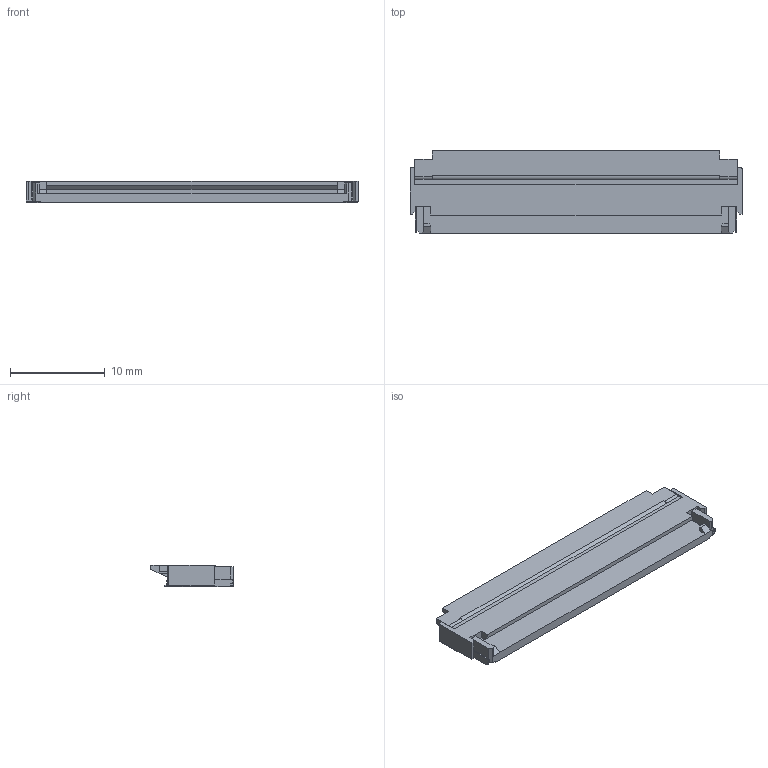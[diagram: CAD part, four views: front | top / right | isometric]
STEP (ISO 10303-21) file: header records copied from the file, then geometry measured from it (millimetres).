
FILE_DESCRIPTION(('STEP AP242'),'1');
FILE_NAME('fh69-60s-0_5sh.stp','2026-01-31T22:03:42',('TraceParts'),('TraceParts S.A.S.'),'Spatial InterOp 3D',' ',' ');
FILE_SCHEMA(('AP242_MANAGED_MODEL_BASED_3D_ENGINEERING_MIM_LF {1 0 10303 442 1 1 4}'));
Length unit declared in the file: millimetre
Products named in the file (1): 1
Bounding box: 34.98 x 8.68 x 2.3 mm (x, y, z)
Volume: 454.6 mm3; surface area: 984.7 mm2
Topology: 1 solids, 1 shells, 1634 faces, 5121 edges, 3369 vertices
Faces by surface type: plane 1133, cylinder 499, bspline 2
Entity records: 58242 total; most frequent: ORIENTED_EDGE 10238, CARTESIAN_POINT 10174, DIRECTION 9372, EDGE_CURVE 5119, LINE 4118, VECTOR 4118, VERTEX_POINT 3369, AXIS2_PLACEMENT_3D 2627
